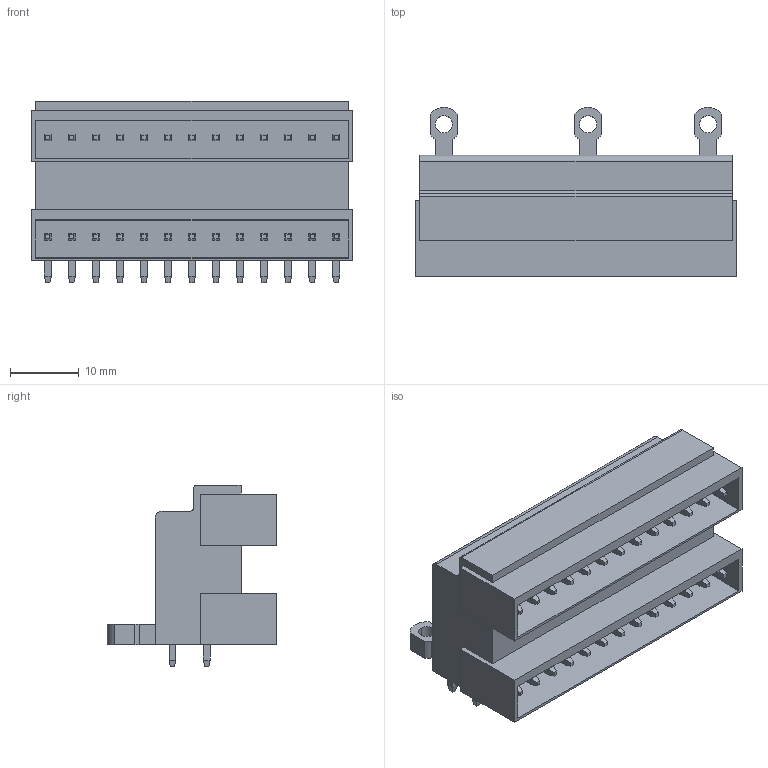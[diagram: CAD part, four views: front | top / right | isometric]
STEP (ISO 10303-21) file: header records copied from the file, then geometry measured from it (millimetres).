
FILE_DESCRIPTION(('CATIA V5 STEP Exchange','CAx-IF Rec.Pracs.--- Model Styling and Organization---1.4--- 2014-01-23'),'2;1');
FILE_NAME ('D1488735_0_1190250000_1190250000.stp','2021-06-07T07:48:03+00:00',('none'),('Weidmueller'),'CATIA Version 5-6 Release 2016 SP3 HF44','CATIA V5 STEP AP214','none');
FILE_SCHEMA(('AUTOMOTIVE_DESIGN { 1 0 10303 214 1 1 1 1 }'));
Length unit declared in the file: millimetre
Products named in the file (1): 1190250000
Bounding box: 46.9 x 24.7 x 26.5 mm (x, y, z)
Volume: 12431.9 mm3; surface area: 11087.5 mm2
Topology: 27 solids, 27 shells, 640 faces, 1544 edges, 960 vertices
Faces by surface type: plane 619, cylinder 21
Entity records: 18066 total; most frequent: ORIENTED_EDGE 3088, CARTESIAN_POINT 3011, DIRECTION 2556, EDGE_CURVE 1544, VECTOR 1502, LINE 1502, VERTEX_POINT 960, EDGE_LOOP 700
